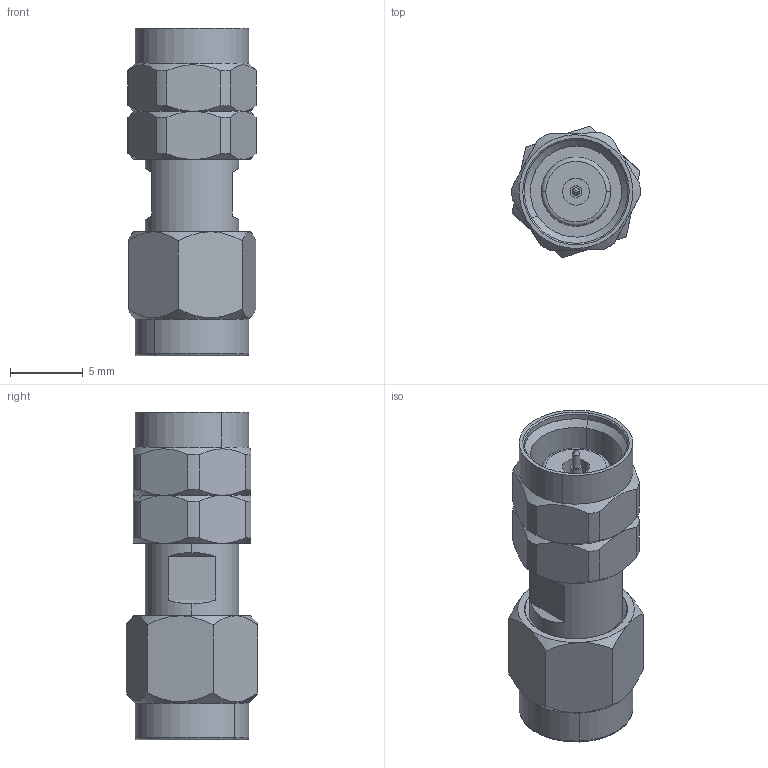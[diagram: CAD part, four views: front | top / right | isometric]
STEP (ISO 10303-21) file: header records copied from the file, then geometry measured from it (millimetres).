
FILE_DESCRIPTION (( 'STEP AP214' ), '1' );
FILE_NAME ('CT-SMVM-LN1.STEP', '2024-11-08T19:05:25', ( '' ), ( '' ), 'SwSTEP 2.0', 'SolidWorks 2021', '' );
FILE_SCHEMA (( 'AUTOMOTIVE_DESIGN' ));
Length unit declared in the file: inch
Products named in the file (1): CT-SMVM-LN1
Bounding box: 8.8 x 9.04 x 22.46 mm (x, y, z)
Volume: 778.4 mm3; surface area: 1492 mm2
Topology: 3 solids, 3 shells, 178 faces, 397 edges, 242 vertices
Faces by surface type: cylinder 69, cone 52, plane 47, torus 8, bspline 2
Entity records: 8887 total; most frequent: CARTESIAN_POINT 2625, DIRECTION 834, ORIENTED_EDGE 794, EDGE_CURVE 397, AXIS2_PLACEMENT_3D 355, VERTEX_POINT 242, EDGE_LOOP 199, UNCERTAINTY_MEASURE_WITH_UNIT 183
